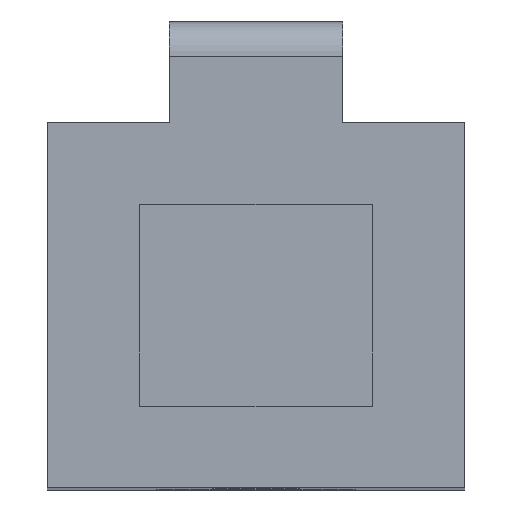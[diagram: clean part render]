
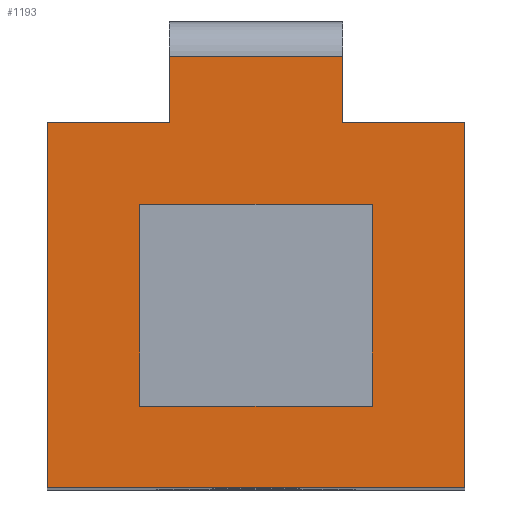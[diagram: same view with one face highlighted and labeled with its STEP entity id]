
A CAD part, top view. The second image highlights one B-rep face of the part: STEP entity #1193.
In plain terms, the highlighted planar face has unit normal (0, 0, 1).
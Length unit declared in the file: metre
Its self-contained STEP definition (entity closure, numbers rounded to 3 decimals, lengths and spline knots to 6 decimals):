
#142=ORIENTED_EDGE('',*,*,#481,.T.);
#143=ORIENTED_EDGE('',*,*,#482,.F.);
#144=ORIENTED_EDGE('',*,*,#483,.F.);
#145=ORIENTED_EDGE('',*,*,#484,.T.);
#146=ORIENTED_EDGE('',*,*,#485,.T.);
#147=ORIENTED_EDGE('',*,*,#486,.F.);
#148=ORIENTED_EDGE('',*,*,#487,.F.);
#149=ORIENTED_EDGE('',*,*,#488,.T.);
#150=ORIENTED_EDGE('',*,*,#489,.T.);
#151=ORIENTED_EDGE('',*,*,#490,.T.);
#152=ORIENTED_EDGE('',*,*,#491,.F.);
#153=ORIENTED_EDGE('',*,*,#492,.F.);
#481=EDGE_CURVE('',#649,#650,#763,.T.);
#482=EDGE_CURVE('',#651,#650,#764,.T.);
#483=EDGE_CURVE('',#652,#651,#765,.T.);
#484=EDGE_CURVE('',#652,#653,#766,.T.);
#485=EDGE_CURVE('',#653,#654,#767,.T.);
#486=EDGE_CURVE('',#655,#654,#768,.T.);
#487=EDGE_CURVE('',#656,#655,#769,.T.);
#488=EDGE_CURVE('',#656,#649,#770,.T.);
#489=EDGE_CURVE('',#657,#658,#771,.T.);
#490=EDGE_CURVE('',#658,#659,#772,.T.);
#491=EDGE_CURVE('',#660,#659,#773,.T.);
#492=EDGE_CURVE('',#657,#660,#774,.T.);
#649=VERTEX_POINT('',#1807);
#650=VERTEX_POINT('',#1808);
#651=VERTEX_POINT('',#1810);
#652=VERTEX_POINT('',#1812);
#653=VERTEX_POINT('',#1814);
#654=VERTEX_POINT('',#1816);
#655=VERTEX_POINT('',#1818);
#656=VERTEX_POINT('',#1820);
#657=VERTEX_POINT('',#1823);
#658=VERTEX_POINT('',#1824);
#659=VERTEX_POINT('',#1826);
#660=VERTEX_POINT('',#1828);
#763=LINE('',#1806,#892);
#764=LINE('',#1809,#893);
#765=LINE('',#1811,#894);
#766=LINE('',#1813,#895);
#767=LINE('',#1815,#896);
#768=LINE('',#1817,#897);
#769=LINE('',#1819,#898);
#770=LINE('',#1821,#899);
#771=LINE('',#1822,#900);
#772=LINE('',#1825,#901);
#773=LINE('',#1827,#902);
#774=LINE('',#1829,#903);
#892=VECTOR('',#1443,1.);
#893=VECTOR('',#1444,1.);
#894=VECTOR('',#1445,1.);
#895=VECTOR('',#1446,1.);
#896=VECTOR('',#1447,1.);
#897=VECTOR('',#1448,1.);
#898=VECTOR('',#1449,1.);
#899=VECTOR('',#1450,1.);
#900=VECTOR('',#1451,1.);
#901=VECTOR('',#1452,1.);
#902=VECTOR('',#1453,1.);
#903=VECTOR('',#1454,1.);
#987=EDGE_LOOP('',(#142,#143,#144,#145,#146,#147,#148,#149));
#988=EDGE_LOOP('',(#150,#151,#152,#153));
#1069=FACE_BOUND('',#987,.T.);
#1070=FACE_BOUND('',#988,.T.);
#1148=PLANE('',#1281);
#1193=ADVANCED_FACE('',(#1069,#1070),#1148,.F.);
#1281=AXIS2_PLACEMENT_3D('',#1805,#1441,#1442);
#1441=DIRECTION('',(0.,0.,-1.));
#1442=DIRECTION('',(0.,1.,0.));
#1443=DIRECTION('',(1.,0.,0.));
#1444=DIRECTION('',(0.,-1.,0.));
#1445=DIRECTION('',(1.,0.,0.));
#1446=DIRECTION('',(0.,1.,0.));
#1447=DIRECTION('',(-1.,0.,0.));
#1448=DIRECTION('',(0.,1.,0.));
#1449=DIRECTION('',(1.,0.,0.));
#1450=DIRECTION('',(0.,-1.,0.));
#1451=DIRECTION('',(1.,0.,0.));
#1452=DIRECTION('',(0.,-1.,0.));
#1453=DIRECTION('',(1.,0.,0.));
#1454=DIRECTION('',(0.,-1.,0.));
#1805=CARTESIAN_POINT('',(0.,0.0105,0.0173));
#1806=CARTESIAN_POINT('',(0.,0.,0.0173));
#1807=CARTESIAN_POINT('',(-0.006,0.,0.0173));
#1808=CARTESIAN_POINT('',(0.006,0.,0.0173));
#1809=CARTESIAN_POINT('',(0.006,0.0105,0.0173));
#1810=CARTESIAN_POINT('',(0.006,0.0105,0.0173));
#1811=CARTESIAN_POINT('',(0.,0.0105,0.0173));
#1812=CARTESIAN_POINT('',(0.0025,0.0105,0.0173));
#1813=CARTESIAN_POINT('',(0.0025,0.01145,0.0173));
#1814=CARTESIAN_POINT('',(0.0025,0.0124,0.0173));
#1815=CARTESIAN_POINT('',(0.0025,0.0124,0.0173));
#1816=CARTESIAN_POINT('',(-0.0025,0.0124,0.0173));
#1817=CARTESIAN_POINT('',(-0.0025,0.01145,0.0173));
#1818=CARTESIAN_POINT('',(-0.0025,0.0105,0.0173));
#1819=CARTESIAN_POINT('',(0.,0.0105,0.0173));
#1820=CARTESIAN_POINT('',(-0.006,0.0105,0.0173));
#1821=CARTESIAN_POINT('',(-0.006,0.0105,0.0173));
#1822=CARTESIAN_POINT('',(0.,0.00815,0.0173));
#1823=CARTESIAN_POINT('',(-0.00335,0.00815,0.0173));
#1824=CARTESIAN_POINT('',(0.00335,0.00815,0.0173));
#1825=CARTESIAN_POINT('',(0.00335,0.00525,0.0173));
#1826=CARTESIAN_POINT('',(0.00335,0.00235,0.0173));
#1827=CARTESIAN_POINT('',(0.,0.00235,0.0173));
#1828=CARTESIAN_POINT('',(-0.00335,0.00235,0.0173));
#1829=CARTESIAN_POINT('',(-0.00335,0.00525,0.0173));
